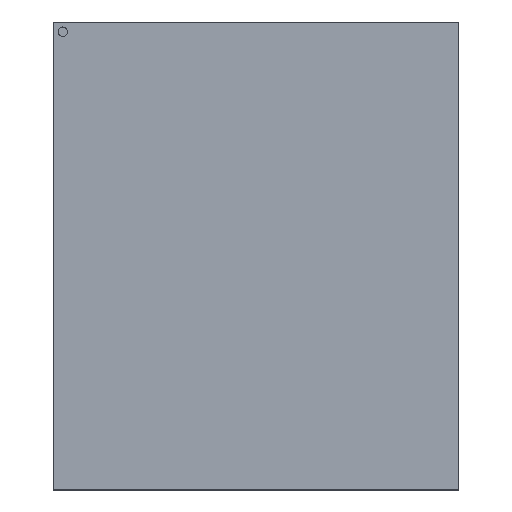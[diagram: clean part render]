
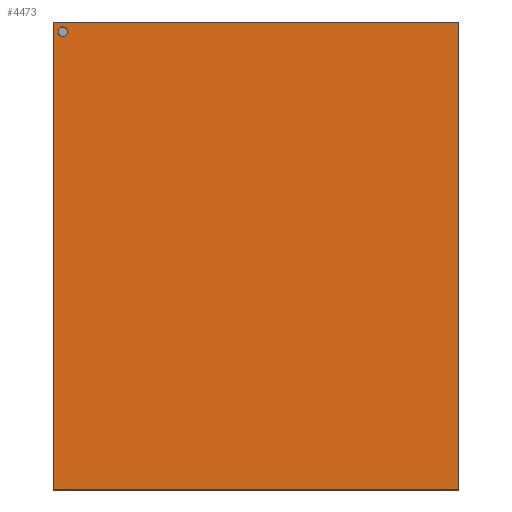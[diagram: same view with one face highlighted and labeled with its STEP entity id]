
A CAD part, top view. The second image highlights one B-rep face of the part: STEP entity #4473.
In plain terms, the highlighted planar face has unit normal (0, 0, 1).
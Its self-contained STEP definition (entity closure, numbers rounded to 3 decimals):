
#1665 = VERTEX_POINT('',#1666);
#1666 = CARTESIAN_POINT('',(-6.5,7.5,1.2));
#1674 = VERTEX_POINT('',#1675);
#1675 = CARTESIAN_POINT('',(6.5,7.5,1.2));
#1681 = EDGE_CURVE('',#1665,#1674,#1682,.T.);
#1682 = LINE('',#1683,#1684);
#1683 = CARTESIAN_POINT('',(-6.5,7.5,1.2));
#1684 = VECTOR('',#1685,1.);
#1685 = DIRECTION('',(1.,0.,0.));
#1697 = EDGE_CURVE('',#1674,#1698,#1700,.T.);
#1698 = VERTEX_POINT('',#1699);
#1699 = CARTESIAN_POINT('',(6.5,-7.5,1.2));
#1700 = LINE('',#1701,#1702);
#1701 = CARTESIAN_POINT('',(6.5,7.5,1.2));
#1702 = VECTOR('',#1703,1.);
#1703 = DIRECTION('',(0.,-1.,0.));
#1721 = EDGE_CURVE('',#1665,#1722,#1724,.T.);
#1722 = VERTEX_POINT('',#1723);
#1723 = CARTESIAN_POINT('',(-6.5,-7.5,1.2));
#1724 = LINE('',#1725,#1726);
#1725 = CARTESIAN_POINT('',(-6.5,7.5,1.2));
#1726 = VECTOR('',#1727,1.);
#1727 = DIRECTION('',(0.,-1.,0.));
#1746 = EDGE_CURVE('',#1722,#1698,#1747,.T.);
#1747 = LINE('',#1748,#1749);
#1748 = CARTESIAN_POINT('',(-6.5,-7.5,1.2));
#1749 = VECTOR('',#1750,1.);
#1750 = DIRECTION('',(1.,0.,0.));
#4473 = ADVANCED_FACE('',(#4474,#4480),#4491,.T.);
#4474 = FACE_BOUND('',#4475,.T.);
#4475 = EDGE_LOOP('',(#4476,#4477,#4478,#4479));
#4476 = ORIENTED_EDGE('',*,*,#1681,.F.);
#4477 = ORIENTED_EDGE('',*,*,#1721,.T.);
#4478 = ORIENTED_EDGE('',*,*,#1746,.T.);
#4479 = ORIENTED_EDGE('',*,*,#1697,.F.);
#4480 = FACE_BOUND('',#4481,.T.);
#4481 = EDGE_LOOP('',(#4482));
#4482 = ORIENTED_EDGE('',*,*,#4483,.T.);
#4483 = EDGE_CURVE('',#4484,#4484,#4486,.T.);
#4484 = VERTEX_POINT('',#4485);
#4485 = CARTESIAN_POINT('',(-6.19,7.04,1.2));
#4486 = CIRCLE('',#4487,0.15);
#4487 = AXIS2_PLACEMENT_3D('',#4488,#4489,#4490);
#4488 = CARTESIAN_POINT('',(-6.19,7.19,1.2));
#4489 = DIRECTION('',(-0.,0.,-1.));
#4490 = DIRECTION('',(0.,-1.,0.));
#4491 = PLANE('',#4492);
#4492 = AXIS2_PLACEMENT_3D('',#4493,#4494,#4495);
#4493 = CARTESIAN_POINT('',(-6.5,7.5,1.2));
#4494 = DIRECTION('',(0.,0.,1.));
#4495 = DIRECTION('',(0.,-1.,0.));
